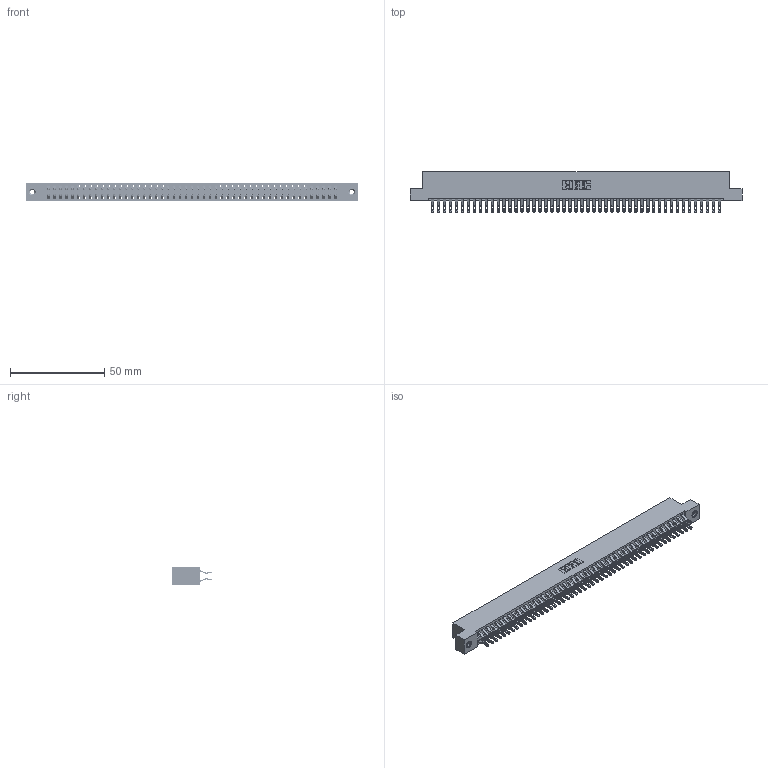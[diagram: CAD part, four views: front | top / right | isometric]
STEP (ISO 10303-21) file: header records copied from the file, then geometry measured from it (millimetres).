
FILE_DESCRIPTION (( 'STEP AP203' ), '1' );
FILE_NAME ('396-098-555-208.STEP', '2019-10-31T05:05:55', ( '' ), ( '' ), 'SwSTEP 2.0', 'SolidWorks 2016', '' );
FILE_SCHEMA (( 'CONFIG_CONTROL_DESIGN' ));
Length unit declared in the file: inch
Products named in the file (4): 345-292-001_555 Tail; 346 Part_Flush Mounting Lugs - 0.156 Dia-TI; 396-098-555-208; 345-250-001_345-250-003-102
Assembly tree (101 placements, depth 2):
  396-098-555-208
    346 Part_Flush Mounting Lugs - 0.156 Dia-TI
    345-292-001_555 Tail  x98
    345-250-001_345-250-003-102  x2
Bounding box: 176.15 x 21.46 x 9.4 mm (x, y, z)
Volume: 17508.8 mm3; surface area: 25210.4 mm2
Topology: 101 solids, 101 shells, 5866 faces, 18399 edges, 12258 vertices
Faces by surface type: plane 3342, cylinder 2508, cone 12, torus 4
Entity records: 32548 total; most frequent: CARTESIAN_POINT 5373, ORIENTED_EDGE 5270, DIRECTION 4781, EDGE_CURVE 2635, LINE 2267, VECTOR 2267, VERTEX_POINT 1752, AXIS2_PLACEMENT_3D 1257
